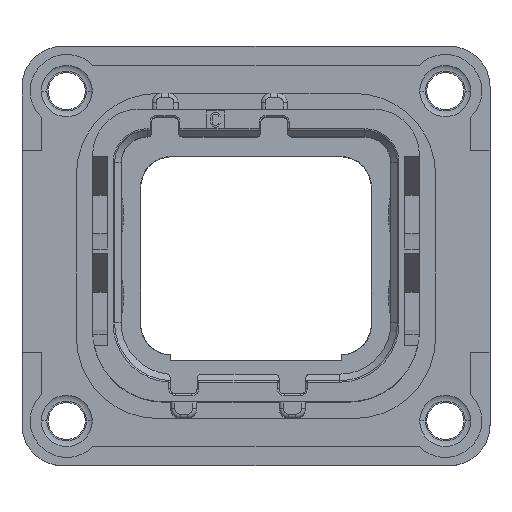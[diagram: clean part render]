
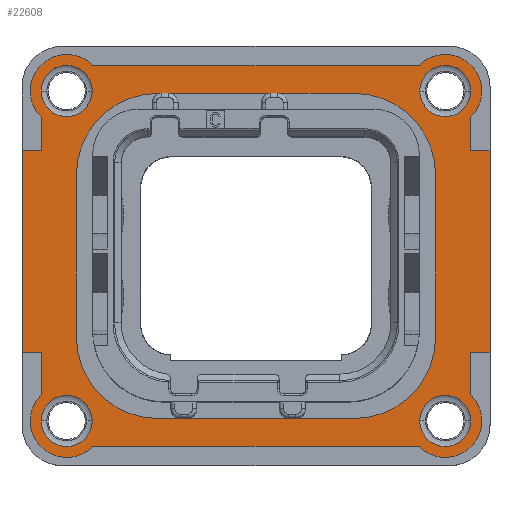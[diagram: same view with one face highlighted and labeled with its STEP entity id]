
A CAD part, top view. The second image highlights one B-rep face of the part: STEP entity #22608.
In plain terms, the highlighted planar face has unit normal (0, 0, 1).
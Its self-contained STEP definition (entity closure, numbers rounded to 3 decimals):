
#535=DIRECTION('',(0.,-1.,0.));
#536=VECTOR('',#535,12.45);
#537=CARTESIAN_POINT('',(-14.4,6.5,1.5));
#538=LINE('',#537,#536);
#593=CARTESIAN_POINT('',(-11.65,10.15,1.5));
#594=DIRECTION('',(0.,0.,1.));
#595=DIRECTION('',(0.716,0.698,0.));
#596=AXIS2_PLACEMENT_3D('',#593,#594,#595);
#603=DIRECTION('',(0.,1.,0.));
#604=VECTOR('',#603,2.588);
#605=CARTESIAN_POINT('',(13.22,-8.538,1.5));
#606=LINE('',#605,#604);
#607=DIRECTION('',(1.,0.,0.));
#608=VECTOR('',#607,20.077);
#609=CARTESIAN_POINT('',(-10.038,-11.72,1.5));
#610=LINE('',#609,#608);
#611=DIRECTION('',(0.,-1.,0.));
#612=VECTOR('',#611,2.588);
#613=CARTESIAN_POINT('',(-13.22,-5.95,1.5));
#614=LINE('',#613,#612);
#615=DIRECTION('',(1.,0.,0.));
#616=VECTOR('',#615,1.18);
#617=CARTESIAN_POINT('',(-14.4,-5.95,1.5));
#618=LINE('',#617,#616);
#619=DIRECTION('',(-1.,0.,0.));
#620=VECTOR('',#619,1.18);
#621=CARTESIAN_POINT('',(-13.22,6.5,1.5));
#622=LINE('',#621,#620);
#623=DIRECTION('',(0.,-1.,0.));
#624=VECTOR('',#623,2.038);
#625=CARTESIAN_POINT('',(-13.22,8.538,1.5));
#626=LINE('',#625,#624);
#627=DIRECTION('',(-1.,0.,0.));
#628=VECTOR('',#627,20.077);
#629=CARTESIAN_POINT('',(10.038,11.72,1.5));
#630=LINE('',#629,#628);
#631=DIRECTION('',(0.,1.,0.));
#632=VECTOR('',#631,2.038);
#633=CARTESIAN_POINT('',(13.22,6.5,1.5));
#634=LINE('',#633,#632);
#635=DIRECTION('',(-1.,0.,0.));
#636=VECTOR('',#635,1.18);
#637=CARTESIAN_POINT('',(14.4,6.5,1.5));
#638=LINE('',#637,#636);
#639=DIRECTION('',(1.,0.,0.));
#640=VECTOR('',#639,1.18);
#641=CARTESIAN_POINT('',(13.22,-5.95,1.5));
#642=LINE('',#641,#640);
#643=CARTESIAN_POINT('',(11.65,-10.15,1.5));
#644=DIRECTION('',(0.,0.,1.));
#645=DIRECTION('',(-1.,0.,0.));
#646=AXIS2_PLACEMENT_3D('',#643,#644,#645);
#648=CARTESIAN_POINT('',(-11.65,-10.15,1.5));
#649=DIRECTION('',(0.,0.,1.));
#650=DIRECTION('',(-1.,0.,0.));
#651=AXIS2_PLACEMENT_3D('',#648,#649,#650);
#653=CARTESIAN_POINT('',(-11.65,10.15,1.5));
#654=DIRECTION('',(0.,0.,1.));
#655=DIRECTION('',(1.,0.,0.));
#656=AXIS2_PLACEMENT_3D('',#653,#654,#655);
#658=CARTESIAN_POINT('',(11.65,10.15,1.5));
#659=DIRECTION('',(0.,0.,1.));
#660=DIRECTION('',(1.,0.,0.));
#661=AXIS2_PLACEMENT_3D('',#658,#659,#660);
#663=CARTESIAN_POINT('',(6.05,5.,1.5));
#664=DIRECTION('',(0.,0.,-1.));
#665=DIRECTION('',(0.,1.,0.));
#666=AXIS2_PLACEMENT_3D('',#663,#664,#665);
#668=DIRECTION('',(1.,0.,0.));
#669=VECTOR('',#668,12.1);
#670=CARTESIAN_POINT('',(-6.05,10.,1.5));
#671=LINE('',#670,#669);
#672=CARTESIAN_POINT('',(-6.05,5.,1.5));
#673=DIRECTION('',(0.,0.,-1.));
#674=DIRECTION('',(-1.,0.,0.));
#675=AXIS2_PLACEMENT_3D('',#672,#673,#674);
#677=DIRECTION('',(0.,1.,0.));
#678=VECTOR('',#677,10.);
#679=CARTESIAN_POINT('',(-11.05,-5.,1.5));
#680=LINE('',#679,#678);
#681=CARTESIAN_POINT('',(-6.05,-5.,1.5));
#682=DIRECTION('',(0.,0.,-1.));
#683=DIRECTION('',(0.,-1.,0.));
#684=AXIS2_PLACEMENT_3D('',#681,#682,#683);
#686=DIRECTION('',(-1.,0.,0.));
#687=VECTOR('',#686,12.1);
#688=CARTESIAN_POINT('',(6.05,-10.,1.5));
#689=LINE('',#688,#687);
#690=CARTESIAN_POINT('',(6.05,-5.,1.5));
#691=DIRECTION('',(0.,0.,-1.));
#692=DIRECTION('',(1.,0.,0.));
#693=AXIS2_PLACEMENT_3D('',#690,#691,#692);
#695=DIRECTION('',(0.,-1.,0.));
#696=VECTOR('',#695,10.);
#697=CARTESIAN_POINT('',(11.05,5.,1.5));
#698=LINE('',#697,#696);
#708=CARTESIAN_POINT('',(11.65,-10.15,1.5));
#709=DIRECTION('',(0.,0.,1.));
#710=DIRECTION('',(-0.716,-0.698,0.));
#711=AXIS2_PLACEMENT_3D('',#708,#709,#710);
#763=DIRECTION('',(0.,1.,0.));
#764=VECTOR('',#763,12.45);
#765=CARTESIAN_POINT('',(14.4,-5.95,1.5));
#766=LINE('',#765,#764);
#792=CARTESIAN_POINT('',(11.65,10.15,1.5));
#793=DIRECTION('',(0.,0.,1.));
#794=DIRECTION('',(0.698,-0.716,0.));
#795=AXIS2_PLACEMENT_3D('',#792,#793,#794);
#821=CARTESIAN_POINT('',(-11.65,-10.15,1.5));
#822=DIRECTION('',(0.,0.,1.));
#823=DIRECTION('',(-0.698,0.716,0.));
#824=AXIS2_PLACEMENT_3D('',#821,#822,#823);
#855=CARTESIAN_POINT('',(11.65,-10.15,1.5));
#856=DIRECTION('',(0.,0.,1.));
#857=DIRECTION('',(1.,0.,0.));
#858=AXIS2_PLACEMENT_3D('',#855,#856,#857);
#860=CARTESIAN_POINT('',(-11.65,-10.15,1.5));
#861=DIRECTION('',(0.,0.,1.));
#862=DIRECTION('',(1.,0.,0.));
#863=AXIS2_PLACEMENT_3D('',#860,#861,#862);
#881=CARTESIAN_POINT('',(-11.65,10.15,1.5));
#882=DIRECTION('',(0.,0.,1.));
#883=DIRECTION('',(-1.,0.,0.));
#884=AXIS2_PLACEMENT_3D('',#881,#882,#883);
#886=CARTESIAN_POINT('',(11.65,10.15,1.5));
#887=DIRECTION('',(0.,0.,1.));
#888=DIRECTION('',(-1.,0.,0.));
#889=AXIS2_PLACEMENT_3D('',#886,#887,#888);
#19272=CARTESIAN_POINT('',(-6.05,10.,1.5));
#19273=CARTESIAN_POINT('',(6.05,10.,1.5));
#19274=VERTEX_POINT('',#19272);
#19275=VERTEX_POINT('',#19273);
#19276=CARTESIAN_POINT('',(11.05,-5.,1.5));
#19277=CARTESIAN_POINT('',(6.05,-10.,1.5));
#19278=VERTEX_POINT('',#19276);
#19279=VERTEX_POINT('',#19277);
#19280=CARTESIAN_POINT('',(11.05,5.,1.5));
#19281=VERTEX_POINT('',#19280);
#19282=CARTESIAN_POINT('',(-11.05,5.,1.5));
#19283=VERTEX_POINT('',#19282);
#19284=CARTESIAN_POINT('',(-11.05,-5.,1.5));
#19285=VERTEX_POINT('',#19284);
#19286=CARTESIAN_POINT('',(-6.05,-10.,1.5));
#19287=VERTEX_POINT('',#19286);
#19314=CARTESIAN_POINT('',(14.4,-5.95,1.5));
#19315=CARTESIAN_POINT('',(14.4,6.5,1.5));
#19316=VERTEX_POINT('',#19314);
#19317=VERTEX_POINT('',#19315);
#19318=CARTESIAN_POINT('',(-14.4,6.5,1.5));
#19319=CARTESIAN_POINT('',(-14.4,-5.95,1.5));
#19320=VERTEX_POINT('',#19318);
#19321=VERTEX_POINT('',#19319);
#19324=CARTESIAN_POINT('',(10.08,10.15,1.5));
#19325=VERTEX_POINT('',#19324);
#19326=CARTESIAN_POINT('',(-10.08,10.15,1.5));
#19327=VERTEX_POINT('',#19326);
#19328=CARTESIAN_POINT('',(-10.08,-10.15,1.5));
#19329=VERTEX_POINT('',#19328);
#19330=CARTESIAN_POINT('',(10.08,-10.15,1.5));
#19331=VERTEX_POINT('',#19330);
#19332=CARTESIAN_POINT('',(-13.22,6.5,1.5));
#19333=VERTEX_POINT('',#19332);
#19334=CARTESIAN_POINT('',(13.22,6.5,1.5));
#19335=VERTEX_POINT('',#19334);
#19336=CARTESIAN_POINT('',(13.22,-5.95,1.5));
#19337=VERTEX_POINT('',#19336);
#20900=CARTESIAN_POINT('',(-13.22,-5.95,1.5));
#20901=VERTEX_POINT('',#20900);
#20998=CARTESIAN_POINT('',(13.22,8.538,1.5));
#21000=VERTEX_POINT('',#20998);
#21002=CARTESIAN_POINT('',(10.038,-11.72,1.5));
#21004=VERTEX_POINT('',#21002);
#21006=CARTESIAN_POINT('',(-10.038,-11.72,1.5));
#21008=VERTEX_POINT('',#21006);
#21010=CARTESIAN_POINT('',(-13.22,-8.538,1.5));
#21012=VERTEX_POINT('',#21010);
#21014=CARTESIAN_POINT('',(-10.038,11.72,1.5));
#21016=VERTEX_POINT('',#21014);
#21018=CARTESIAN_POINT('',(10.038,11.72,1.5));
#21020=VERTEX_POINT('',#21018);
#21022=CARTESIAN_POINT('',(-13.22,8.538,1.5));
#21024=VERTEX_POINT('',#21022);
#21026=CARTESIAN_POINT('',(13.22,-8.538,1.5));
#21028=VERTEX_POINT('',#21026);
#21030=CARTESIAN_POINT('',(13.22,10.15,1.5));
#21031=VERTEX_POINT('',#21030);
#21032=CARTESIAN_POINT('',(-13.22,10.15,1.5));
#21033=VERTEX_POINT('',#21032);
#21034=CARTESIAN_POINT('',(-13.22,-10.15,1.5));
#21035=VERTEX_POINT('',#21034);
#21036=CARTESIAN_POINT('',(13.22,-10.15,1.5));
#21037=VERTEX_POINT('',#21036);
#22529=CARTESIAN_POINT('',(0.,0.,1.5));
#22530=DIRECTION('',(0.,0.,1.));
#22531=DIRECTION('',(1.,0.,0.));
#22532=AXIS2_PLACEMENT_3D('',#22529,#22530,#22531);
#22533=PLANE('',#22532);
#22535=ORIENTED_EDGE('',*,*,#22534,.F.);
#22537=ORIENTED_EDGE('',*,*,#22536,.F.);
#22539=ORIENTED_EDGE('',*,*,#22538,.F.);
#22541=ORIENTED_EDGE('',*,*,#22540,.F.);
#22543=ORIENTED_EDGE('',*,*,#22542,.F.);
#22545=ORIENTED_EDGE('',*,*,#22544,.F.);
#22546=ORIENTED_EDGE('',*,*,#22470,.F.);
#22548=ORIENTED_EDGE('',*,*,#22547,.F.);
#22550=ORIENTED_EDGE('',*,*,#22549,.F.);
#22551=ORIENTED_EDGE('',*,*,#22519,.F.);
#22553=ORIENTED_EDGE('',*,*,#22552,.F.);
#22555=ORIENTED_EDGE('',*,*,#22554,.F.);
#22557=ORIENTED_EDGE('',*,*,#22556,.F.);
#22559=ORIENTED_EDGE('',*,*,#22558,.F.);
#22561=ORIENTED_EDGE('',*,*,#22560,.F.);
#22563=ORIENTED_EDGE('',*,*,#22562,.F.);
#22564=EDGE_LOOP('',(#22535,#22537,#22539,#22541,#22543,#22545,#22546,#22548,
#22550,#22551,#22553,#22555,#22557,#22559,#22561,#22563));
#22565=FACE_OUTER_BOUND('',#22564,.F.);
#22567=ORIENTED_EDGE('',*,*,#22566,.T.);
#22569=ORIENTED_EDGE('',*,*,#22568,.T.);
#22570=EDGE_LOOP('',(#22567,#22569));
#22571=FACE_BOUND('',#22570,.F.);
#22573=ORIENTED_EDGE('',*,*,#22572,.T.);
#22575=ORIENTED_EDGE('',*,*,#22574,.T.);
#22576=EDGE_LOOP('',(#22573,#22575));
#22577=FACE_BOUND('',#22576,.F.);
#22579=ORIENTED_EDGE('',*,*,#22578,.T.);
#22581=ORIENTED_EDGE('',*,*,#22580,.T.);
#22582=EDGE_LOOP('',(#22579,#22581));
#22583=FACE_BOUND('',#22582,.F.);
#22585=ORIENTED_EDGE('',*,*,#22584,.T.);
#22587=ORIENTED_EDGE('',*,*,#22586,.T.);
#22588=EDGE_LOOP('',(#22585,#22587));
#22589=FACE_BOUND('',#22588,.F.);
#22591=ORIENTED_EDGE('',*,*,#22590,.F.);
#22593=ORIENTED_EDGE('',*,*,#22592,.F.);
#22595=ORIENTED_EDGE('',*,*,#22594,.F.);
#22597=ORIENTED_EDGE('',*,*,#22596,.F.);
#22599=ORIENTED_EDGE('',*,*,#22598,.F.);
#22601=ORIENTED_EDGE('',*,*,#22600,.F.);
#22603=ORIENTED_EDGE('',*,*,#22602,.F.);
#22605=ORIENTED_EDGE('',*,*,#22604,.F.);
#22606=EDGE_LOOP('',(#22591,#22593,#22595,#22597,#22599,#22601,#22603,#22605));
#22607=FACE_BOUND('',#22606,.F.);
#22608=ADVANCED_FACE('',(#22565,#22571,#22577,#22583,#22589,#22607),#22533,.T.);
#597=CIRCLE('',#596,2.25);
#647=CIRCLE('',#646,1.57);
#652=CIRCLE('',#651,1.57);
#657=CIRCLE('',#656,1.57);
#662=CIRCLE('',#661,1.57);
#667=CIRCLE('',#666,5.);
#676=CIRCLE('',#675,5.);
#685=CIRCLE('',#684,5.);
#694=CIRCLE('',#693,5.);
#712=CIRCLE('',#711,2.25);
#796=CIRCLE('',#795,2.25);
#825=CIRCLE('',#824,2.25);
#859=CIRCLE('',#858,1.57);
#864=CIRCLE('',#863,1.57);
#885=CIRCLE('',#884,1.57);
#890=CIRCLE('',#889,1.57);
#22470=EDGE_CURVE('',#19320,#19321,#538,.T.);
#22519=EDGE_CURVE('',#21016,#21024,#597,.T.);
#22534=EDGE_CURVE('',#21028,#19337,#606,.T.);
#22536=EDGE_CURVE('',#21004,#21028,#712,.T.);
#22538=EDGE_CURVE('',#21008,#21004,#610,.T.);
#22540=EDGE_CURVE('',#21012,#21008,#825,.T.);
#22542=EDGE_CURVE('',#20901,#21012,#614,.T.);
#22544=EDGE_CURVE('',#19321,#20901,#618,.T.);
#22547=EDGE_CURVE('',#19333,#19320,#622,.T.);
#22549=EDGE_CURVE('',#21024,#19333,#626,.T.);
#22552=EDGE_CURVE('',#21020,#21016,#630,.T.);
#22554=EDGE_CURVE('',#21000,#21020,#796,.T.);
#22556=EDGE_CURVE('',#19335,#21000,#634,.T.);
#22558=EDGE_CURVE('',#19317,#19335,#638,.T.);
#22560=EDGE_CURVE('',#19316,#19317,#766,.T.);
#22562=EDGE_CURVE('',#19337,#19316,#642,.T.);
#22566=EDGE_CURVE('',#19331,#21037,#647,.T.);
#22568=EDGE_CURVE('',#21037,#19331,#859,.T.);
#22572=EDGE_CURVE('',#19329,#21035,#864,.T.);
#22574=EDGE_CURVE('',#21035,#19329,#652,.T.);
#22578=EDGE_CURVE('',#19327,#21033,#657,.T.);
#22580=EDGE_CURVE('',#21033,#19327,#885,.T.);
#22584=EDGE_CURVE('',#19325,#21031,#890,.T.);
#22586=EDGE_CURVE('',#21031,#19325,#662,.T.);
#22590=EDGE_CURVE('',#19275,#19281,#667,.T.);
#22592=EDGE_CURVE('',#19274,#19275,#671,.T.);
#22594=EDGE_CURVE('',#19283,#19274,#676,.T.);
#22596=EDGE_CURVE('',#19285,#19283,#680,.T.);
#22598=EDGE_CURVE('',#19287,#19285,#685,.T.);
#22600=EDGE_CURVE('',#19279,#19287,#689,.T.);
#22602=EDGE_CURVE('',#19278,#19279,#694,.T.);
#22604=EDGE_CURVE('',#19281,#19278,#698,.T.);
